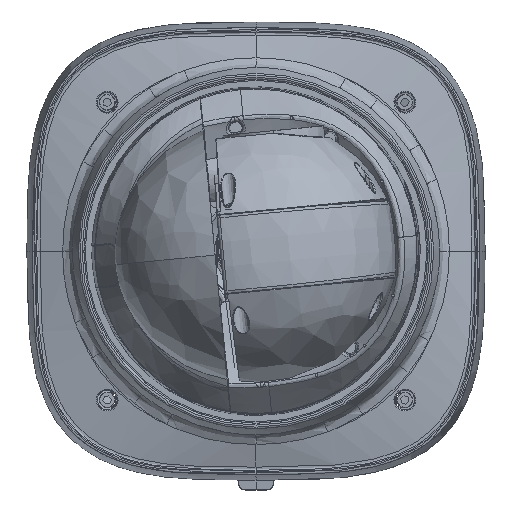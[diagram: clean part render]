
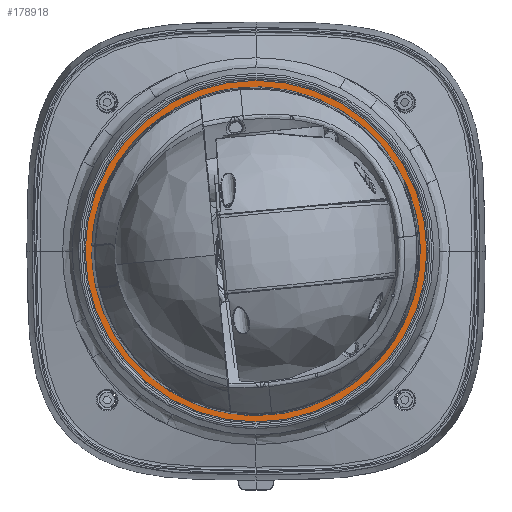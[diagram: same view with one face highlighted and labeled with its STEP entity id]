
A CAD part, front view. The second image highlights one B-rep face of the part: STEP entity #178918.
In plain terms, the highlighted planar face has unit normal (0, -1, 0).
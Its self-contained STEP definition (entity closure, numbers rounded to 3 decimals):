
#17385 = VERTEX_POINT ( 'NONE', #131419 ) ;
#23126 = AXIS2_PLACEMENT_3D ( 'NONE', #40594, #138627, #43758 ) ;
#40594 = CARTESIAN_POINT ( 'NONE',  ( 0., 43.377, 0. ) ) ;
#43758 = DIRECTION ( 'NONE',  ( 0., 0., -1. ) ) ;
#56249 = ORIENTED_EDGE ( 'NONE', *, *, #57713, .T. ) ;
#57713 = EDGE_CURVE ( 'NONE', #88997, #88997, #112566, .T. ) ;
#71959 = CARTESIAN_POINT ( 'NONE',  ( 0., 43.377, -91.322 ) ) ;
#74733 = FACE_OUTER_BOUND ( 'NONE', #159579, .T. ) ;
#88997 = VERTEX_POINT ( 'NONE', #71959 ) ;
#89652 = PLANE ( 'NONE',  #23126 ) ;
#90442 = AXIS2_PLACEMENT_3D ( 'NONE', #99528, #200707, #183626 ) ;
#98290 = EDGE_LOOP ( 'NONE', ( #158505 ) ) ;
#99528 = CARTESIAN_POINT ( 'NONE',  ( 0., 43.377, 0. ) ) ;
#112566 = CIRCLE ( 'NONE', #126083, 91.322 ) ;
#114323 = CIRCLE ( 'NONE', #90442, 87.367 ) ;
#126083 = AXIS2_PLACEMENT_3D ( 'NONE', #130342, #173335, #131387 ) ;
#130342 = CARTESIAN_POINT ( 'NONE',  ( 0., 43.377, 0. ) ) ;
#131387 = DIRECTION ( 'NONE',  ( 0., 0., -1. ) ) ;
#131419 = CARTESIAN_POINT ( 'NONE',  ( 0., 43.377, -87.367 ) ) ;
#138627 = DIRECTION ( 'NONE',  ( 0., -1., 0. ) ) ;
#158505 = ORIENTED_EDGE ( 'NONE', *, *, #164506, .F. ) ;
#159579 = EDGE_LOOP ( 'NONE', ( #56249 ) ) ;
#164506 = EDGE_CURVE ( 'NONE', #17385, #17385, #114323, .T. ) ;
#173335 = DIRECTION ( 'NONE',  ( 0., -1., 0. ) ) ;
#178918 = ADVANCED_FACE ( 'NONE', ( #204714, #74733 ), #89652, .T. ) ;
#183626 = DIRECTION ( 'NONE',  ( 0., 0., -1. ) ) ;
#200707 = DIRECTION ( 'NONE',  ( 0., -1., 0. ) ) ;
#204714 = FACE_BOUND ( 'NONE', #98290, .T. ) ;
